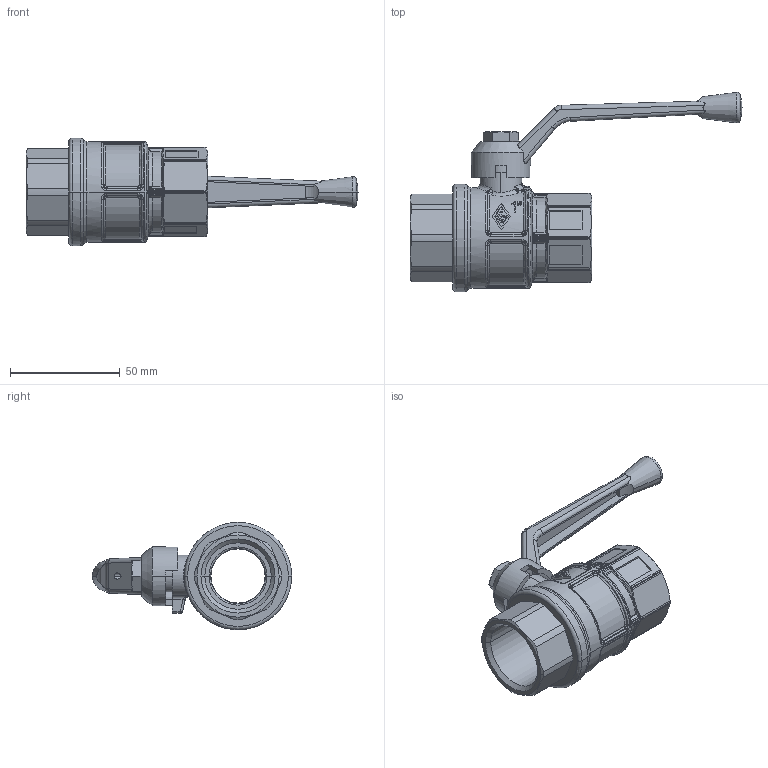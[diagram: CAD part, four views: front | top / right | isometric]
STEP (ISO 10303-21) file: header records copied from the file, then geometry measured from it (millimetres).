
FILE_DESCRIPTION(('Creo Elements/Direct Modeling STEP Export'),'2;1');
FILE_NAME('9010060000.stp','2021-05-26T 9:58:20',(''),(''),'Creo Elements/Direct Modeling STEP processor for AP214 (Solid Model)','Creo Elements/Direct Modeling 20.1D 10-Oct-2020 (C) Parametric Technology GmbH','');
FILE_SCHEMA(('AUTOMOTIVE_DESIGN { 1 0 10303 214 1 1 1 1 }'));
Products named in the file (2): 9010060000
Assembly tree (1 placements, depth 2):
  9010060000
    9010060000
Bounding box: 151.5 x 90.99 x 48.98 mm (x, y, z)
Volume: 78397.2 mm3; surface area: 29753.3 mm2
Topology: 1 solids, 1 shells, 749 faces, 1893 edges, 1164 vertices
Faces by surface type: plane 277, bspline 210, cylinder 159, cone 71, torus 30, sphere 2
Entity records: 62215 total; most frequent: CARTESIAN_POINT 46262, ORIENTED_EDGE 3754, DIRECTION 2282, EDGE_CURVE 1877, VERTEX_POINT 1164, AXIS2_PLACEMENT_3D 844, EDGE_LOOP 787, FACE_OUTER_BOUND 749
